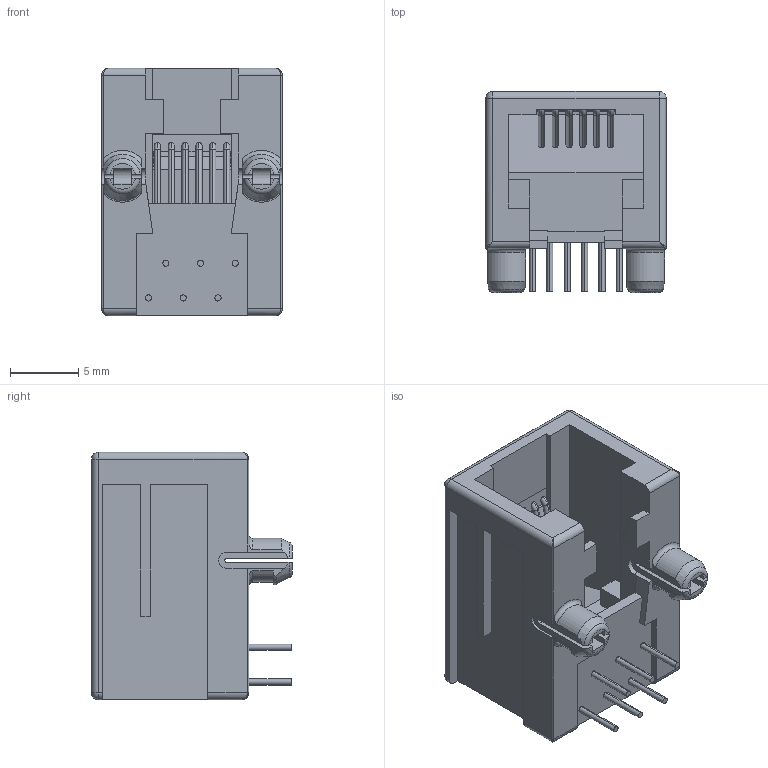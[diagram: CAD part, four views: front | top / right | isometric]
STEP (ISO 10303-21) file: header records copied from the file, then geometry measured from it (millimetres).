
FILE_DESCRIPTION((''),'2;1');
FILE_NAME('C-215876-1','2012-01-05T',('workeradm'),('Tyco Electronics Ltd.'),'PRO/ENGINEER BY PARAMETRIC TECHNOLOGY CORPORATION, 2010430','PRO/ENGINEER BY PARAMETRIC TECHNOLOGY CORPORATION, 2010430','');
FILE_SCHEMA(('AUTOMOTIVE_DESIGN { 1 0 10303 214 1 1 1 1 }'));
Length unit declared in the file: millimetre
Products named in the file (1): C-215876-1
Bounding box: 13.2 x 14.7 x 18.1 mm (x, y, z)
Volume: 1366.8 mm3; surface area: 2009.5 mm2
Topology: 1 solids, 1 shells, 296 faces, 830 edges, 532 vertices
Faces by surface type: plane 157, cylinder 89, torus 38, bspline 4, cone 4, sphere 4
Entity records: 10483 total; most frequent: CARTESIAN_POINT 2670, ORIENTED_EDGE 1660, DIRECTION 1488, EDGE_CURVE 830, VERTEX_POINT 532, VECTOR 520, LINE 520, AXIS2_PLACEMENT_3D 484
